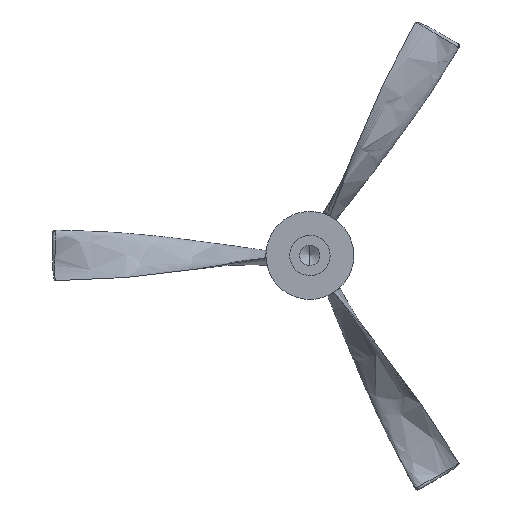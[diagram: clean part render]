
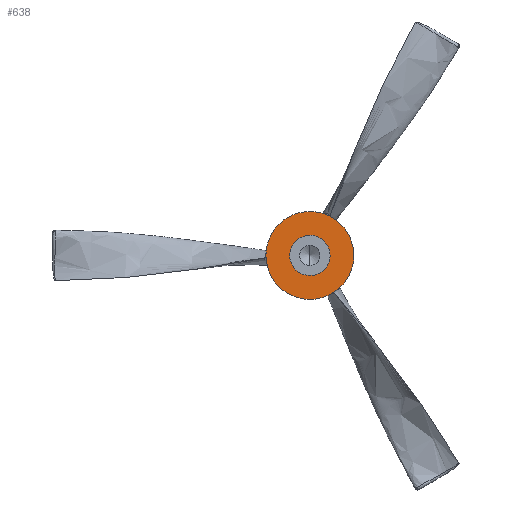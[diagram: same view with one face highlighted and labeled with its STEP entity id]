
A CAD part, left-side view. The second image highlights one B-rep face of the part: STEP entity #638.
In plain terms, the highlighted free-form (B-spline) face has degree [1, 1] with [2, 2] control points.
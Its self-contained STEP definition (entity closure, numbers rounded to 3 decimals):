
#194 = VERTEX_POINT('',#195);
#195 = CARTESIAN_POINT('',(-54.641,16.756,0.));
#202 = EDGE_CURVE('',#194,#203,#205,.T.);
#203 = VERTEX_POINT('',#204);
#204 = CARTESIAN_POINT('',(-54.641,-90.799,
    0.));
#205 = ( BOUNDED_CURVE() B_SPLINE_CURVE(2,(#206,#207,#208,#209,#210),
.UNSPECIFIED.,.F.,.F.) B_SPLINE_CURVE_WITH_KNOTS((3,2,3),(1.571
,3.142,4.712),.PIECEWISE_BEZIER_KNOTS.) CURVE() 
GEOMETRIC_REPRESENTATION_ITEM() RATIONAL_B_SPLINE_CURVE((1.,
0.707,1.,0.707,1.)) REPRESENTATION_ITEM('') );
#206 = CARTESIAN_POINT('',(-54.641,16.756,
    0.));
#207 = CARTESIAN_POINT('',(-54.641,16.756,
    -53.778));
#208 = CARTESIAN_POINT('',(-54.641,-37.021,
    -53.778));
#209 = CARTESIAN_POINT('',(-54.641,-90.799,
    -53.778));
#210 = CARTESIAN_POINT('',(-54.641,-90.799,
    0.));
#258 = EDGE_CURVE('',#203,#194,#259,.T.);
#259 = ( BOUNDED_CURVE() B_SPLINE_CURVE(2,(#260,#261,#262,#263,#264),
.UNSPECIFIED.,.F.,.F.) B_SPLINE_CURVE_WITH_KNOTS((3,2,3),(4.712
,6.283,7.854),.PIECEWISE_BEZIER_KNOTS.) CURVE() 
GEOMETRIC_REPRESENTATION_ITEM() RATIONAL_B_SPLINE_CURVE((1.,
0.707,1.,0.707,1.)) REPRESENTATION_ITEM('') );
#260 = CARTESIAN_POINT('',(-54.641,-90.799,
    0.));
#261 = CARTESIAN_POINT('',(-54.641,-90.799,
    53.778));
#262 = CARTESIAN_POINT('',(-54.641,-37.021,
    53.778));
#263 = CARTESIAN_POINT('',(-54.641,16.756,
    53.778));
#264 = CARTESIAN_POINT('',(-54.641,16.756,
    0.));
#476 = VERTEX_POINT('',#477);
#477 = CARTESIAN_POINT('',(-54.641,-37.021,
    24.681));
#482 = EDGE_CURVE('',#483,#476,#485,.T.);
#483 = VERTEX_POINT('',#484);
#484 = CARTESIAN_POINT('',(-54.641,-37.021,
    -24.681));
#485 = ( BOUNDED_CURVE() B_SPLINE_CURVE(2,(#486,#487,#488,#489,#490),
.UNSPECIFIED.,.F.,.F.) B_SPLINE_CURVE_WITH_KNOTS((3,2,3),(3.142,
4.712,6.283),.PIECEWISE_BEZIER_KNOTS.) CURVE() 
GEOMETRIC_REPRESENTATION_ITEM() RATIONAL_B_SPLINE_CURVE((1.,
0.707,1.,0.707,1.)) REPRESENTATION_ITEM('') );
#486 = CARTESIAN_POINT('',(-54.641,-37.021,
    -24.681));
#487 = CARTESIAN_POINT('',(-54.641,-61.702,
    -24.681));
#488 = CARTESIAN_POINT('',(-54.641,-61.702,
    0.));
#489 = CARTESIAN_POINT('',(-54.641,-61.702,
    24.681));
#490 = CARTESIAN_POINT('',(-54.641,-37.021,
    24.681));
#638 = ADVANCED_FACE('',(#639,#650),#654,.F.);
#639 = FACE_BOUND('',#640,.T.);
#640 = EDGE_LOOP('',(#641,#649));
#641 = ORIENTED_EDGE('',*,*,#642,.F.);
#642 = EDGE_CURVE('',#476,#483,#643,.T.);
#643 = ( BOUNDED_CURVE() B_SPLINE_CURVE(2,(#644,#645,#646,#647,#648),
.UNSPECIFIED.,.F.,.F.) B_SPLINE_CURVE_WITH_KNOTS((3,2,3),(0.,
1.571,3.142),.PIECEWISE_BEZIER_KNOTS.) CURVE() 
GEOMETRIC_REPRESENTATION_ITEM() RATIONAL_B_SPLINE_CURVE((1.,
0.707,1.,0.707,1.)) REPRESENTATION_ITEM('') );
#644 = CARTESIAN_POINT('',(-54.641,-37.021,
    24.681));
#645 = CARTESIAN_POINT('',(-54.641,-12.34,
    24.681));
#646 = CARTESIAN_POINT('',(-54.641,-12.34,
    0.));
#647 = CARTESIAN_POINT('',(-54.641,-12.34,
    -24.681));
#648 = CARTESIAN_POINT('',(-54.641,-37.021,
    -24.681));
#649 = ORIENTED_EDGE('',*,*,#482,.F.);
#650 = FACE_BOUND('',#651,.T.);
#651 = EDGE_LOOP('',(#652,#653));
#652 = ORIENTED_EDGE('',*,*,#202,.T.);
#653 = ORIENTED_EDGE('',*,*,#258,.T.);
#654 = B_SPLINE_SURFACE_WITH_KNOTS('',1,1,(
    (#655,#656)
    ,(#657,#658
    )),.UNSPECIFIED.,.F.,.F.,.F.,(2,2),(2,2),(-43.578,
    43.578),(-87.157,0.),.PIECEWISE_BEZIER_KNOTS.);
#655 = CARTESIAN_POINT('',(-54.641,-90.799,
    53.778));
#656 = CARTESIAN_POINT('',(-54.641,16.756,
    53.778));
#657 = CARTESIAN_POINT('',(-54.641,-90.799,
    -53.778));
#658 = CARTESIAN_POINT('',(-54.641,16.756,
    -53.778));
